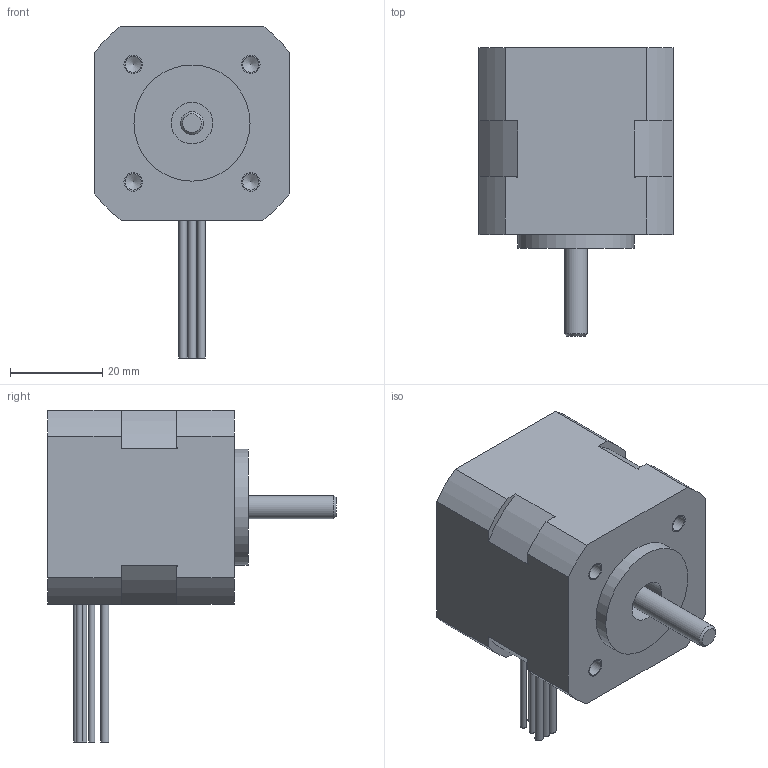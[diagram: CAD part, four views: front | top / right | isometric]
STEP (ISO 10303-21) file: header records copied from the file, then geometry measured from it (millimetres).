
FILE_DESCRIPTION(/* description */ (''),/* implementation_level */ '2;1');
FILE_NAME(/* name */ 'QBL4208-41.step',/* time_stamp */ '2018-10-30T17:04:44+01:00',/* author */ ('jakob.buesch'),/* organization */ (''),/* preprocessor_version */ 'ST-DEVELOPER v17.2',/* originating_system */ 'Autodesk Translation Framework v7.6.0.251',/* authorisation */ '');
FILE_SCHEMA (('AUTOMOTIVE_DESIGN { 1 0 10303 214 3 1 1 }'));
Length unit declared in the file: millimetre
Products named in the file (1): QBL4208-41
Bounding box: 42 x 62.3 x 71.8 mm (x, y, z)
Volume: 69918.5 mm3; surface area: 12016.8 mm2
Topology: 1 solids, 7 shells, 80 faces, 220 edges, 160 vertices
Faces by surface type: plane 36, cylinder 33, cone 11
Full cylindrical faces by diameter (mm): 1.3 x5, 1.8 x3, 2.5 x2, 3.5 x4, 4 x4, 5 x1, 9 x1, 25.1 x1
Entity records: 2669 total; most frequent: DIRECTION 502, CARTESIAN_POINT 455, ORIENTED_EDGE 416, EDGE_CURVE 214, AXIS2_PLACEMENT_3D 207, VERTEX_POINT 160, CIRCLE 126, EDGE_LOOP 100
